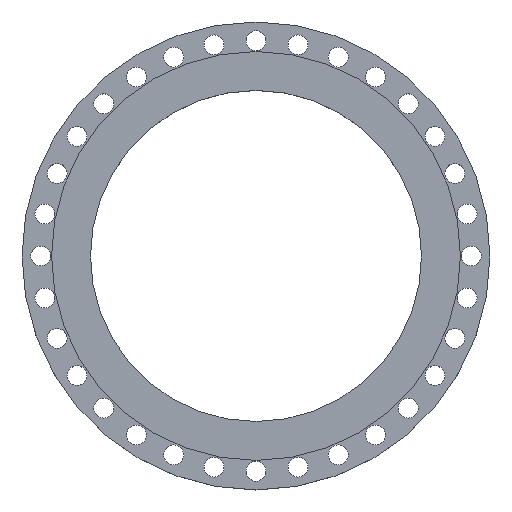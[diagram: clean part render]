
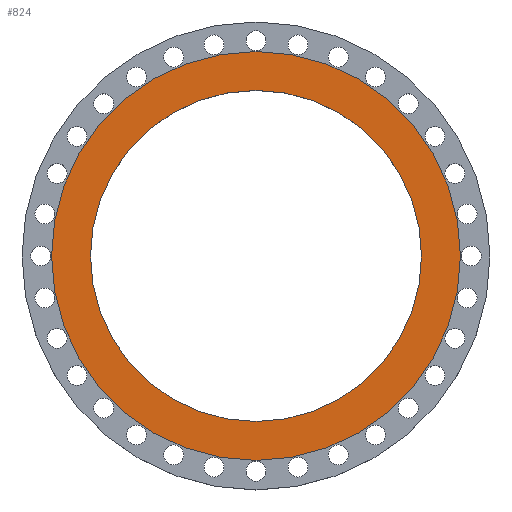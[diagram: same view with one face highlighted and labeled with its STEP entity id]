
A CAD part, top view. The second image highlights one B-rep face of the part: STEP entity #824.
In plain terms, the highlighted planar face has unit normal (0, 0, 1).
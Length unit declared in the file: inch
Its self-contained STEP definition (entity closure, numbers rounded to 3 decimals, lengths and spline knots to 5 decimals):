
#23 = CARTESIAN_POINT ( 'NONE',  ( 0., 17.6875, 0. ) ) ;
#132 = CARTESIAN_POINT ( 'NONE',  ( 0., 0., 0. ) ) ;
#159 = VERTEX_POINT ( 'NONE', #220 ) ;
#220 = CARTESIAN_POINT ( 'NONE',  ( -21.84375, 0., 0. ) ) ;
#378 = EDGE_LOOP ( 'NONE', ( #405, #1427 ) ) ;
#389 = CARTESIAN_POINT ( 'NONE',  ( 0., 0., 0. ) ) ;
#405 = ORIENTED_EDGE ( 'NONE', *, *, #1451, .T. ) ;
#413 = VERTEX_POINT ( 'NONE', #1102 ) ;
#542 = CARTESIAN_POINT ( 'NONE',  ( 17.6875, 0., 0. ) ) ;
#652 = AXIS2_PLACEMENT_3D ( 'NONE', #23, #933, #1604 ) ;
#669 = CIRCLE ( 'NONE', #1654, 17.6875 ) ;
#698 = EDGE_CURVE ( 'NONE', #159, #830, #1930, .T. ) ;
#734 = DIRECTION ( 'NONE',  ( 0., 0., 1. ) ) ;
#775 = EDGE_LOOP ( 'NONE', ( #2827, #835 ) ) ;
#790 = DIRECTION ( 'NONE',  ( 0., 0., 1. ) ) ;
#824 = ADVANCED_FACE ( 'NONE', ( #2526, #1369 ), #1152, .F. ) ;
#830 = VERTEX_POINT ( 'NONE', #2288 ) ;
#835 = ORIENTED_EDGE ( 'NONE', *, *, #2862, .F. ) ;
#933 = DIRECTION ( 'NONE',  ( 0., 0., -1. ) ) ;
#1013 = DIRECTION ( 'NONE',  ( 1., 0., 0. ) ) ;
#1044 = DIRECTION ( 'NONE',  ( 0., 0., 1. ) ) ;
#1102 = CARTESIAN_POINT ( 'NONE',  ( -17.6875, 0., 0. ) ) ;
#1152 = PLANE ( 'NONE',  #652 ) ;
#1369 = FACE_OUTER_BOUND ( 'NONE', #378, .T. ) ;
#1427 = ORIENTED_EDGE ( 'NONE', *, *, #698, .T. ) ;
#1451 = EDGE_CURVE ( 'NONE', #830, #159, #1833, .T. ) ;
#1501 = AXIS2_PLACEMENT_3D ( 'NONE', #1669, #1880, #2349 ) ;
#1574 = DIRECTION ( 'NONE',  ( 1., 0., 0. ) ) ;
#1604 = DIRECTION ( 'NONE',  ( -1., 0., 0. ) ) ;
#1654 = AXIS2_PLACEMENT_3D ( 'NONE', #132, #1044, #2847 ) ;
#1669 = CARTESIAN_POINT ( 'NONE',  ( 0., 0., 0. ) ) ;
#1833 = CIRCLE ( 'NONE', #1501, 21.84375 ) ;
#1880 = DIRECTION ( 'NONE',  ( 0., 0., 1. ) ) ;
#1930 = CIRCLE ( 'NONE', #2257, 21.84375 ) ;
#2044 = AXIS2_PLACEMENT_3D ( 'NONE', #389, #790, #1013 ) ;
#2182 = VERTEX_POINT ( 'NONE', #542 ) ;
#2257 = AXIS2_PLACEMENT_3D ( 'NONE', #2731, #734, #1574 ) ;
#2288 = CARTESIAN_POINT ( 'NONE',  ( 21.84375, 0., 0. ) ) ;
#2349 = DIRECTION ( 'NONE',  ( 1., 0., 0. ) ) ;
#2512 = CIRCLE ( 'NONE', #2044, 17.6875 ) ;
#2526 = FACE_BOUND ( 'NONE', #775, .T. ) ;
#2731 = CARTESIAN_POINT ( 'NONE',  ( 0., 0., 0. ) ) ;
#2827 = ORIENTED_EDGE ( 'NONE', *, *, #2834, .F. ) ;
#2834 = EDGE_CURVE ( 'NONE', #2182, #413, #2512, .T. ) ;
#2847 = DIRECTION ( 'NONE',  ( 1., 0., 0. ) ) ;
#2862 = EDGE_CURVE ( 'NONE', #413, #2182, #669, .T. ) ;
